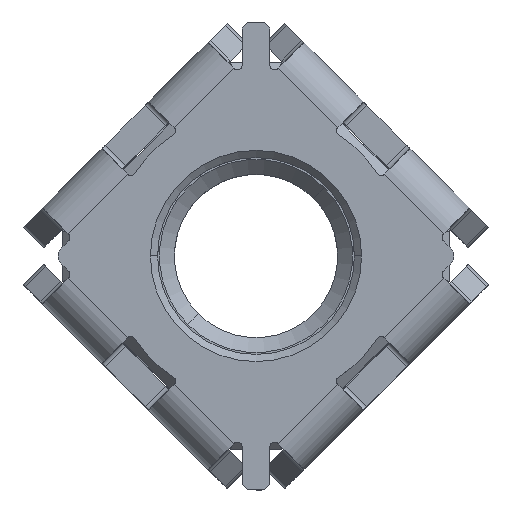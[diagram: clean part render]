
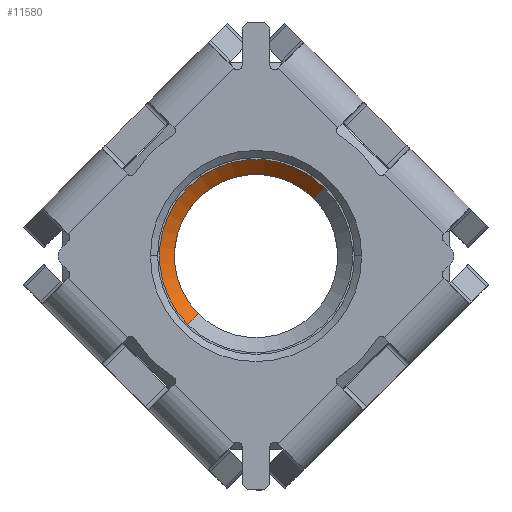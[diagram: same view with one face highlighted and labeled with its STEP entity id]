
A CAD part, top view. The second image highlights one B-rep face of the part: STEP entity #11580.
In plain terms, the highlighted conical face has half-angle 45 degrees and reference radius 3.4 mm.
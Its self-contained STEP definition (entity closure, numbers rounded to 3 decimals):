
#1301 = VERTEX_POINT ( 'NONE', #8800 ) ;
#2199 = AXIS2_PLACEMENT_3D ( 'NONE', #15233, #28702, #35667 ) ;
#3414 = DIRECTION ( 'NONE',  ( 0.707, 0.707, 0. ) ) ;
#4659 = CONICAL_SURFACE ( 'NONE', #31690, 3.4, 0.785 ) ;
#5242 = VERTEX_POINT ( 'NONE', #9598 ) ;
#5990 = CARTESIAN_POINT ( 'NONE',  ( 2.404, 2.404, -1.825 ) ) ;
#6463 = VERTEX_POINT ( 'NONE', #5990 ) ;
#8800 = CARTESIAN_POINT ( 'NONE',  ( 2.846, 2.846, -1.2 ) ) ;
#9153 = CARTESIAN_POINT ( 'NONE',  ( -2.846, -2.846, -1.2 ) ) ;
#9598 = CARTESIAN_POINT ( 'NONE',  ( -2.404, -2.404, -1.825 ) ) ;
#10201 = ORIENTED_EDGE ( 'NONE', *, *, #24894, .F. ) ;
#10613 = DIRECTION ( 'NONE',  ( -0.5, -0.5, 0.707 ) ) ;
#11580 = ADVANCED_FACE ( 'NONE', ( #32883 ), #4659, .F. ) ;
#11651 = CARTESIAN_POINT ( 'NONE',  ( 2.404, 2.404, -1.825 ) ) ;
#13427 = LINE ( 'NONE', #11651, #42157 ) ;
#15233 = CARTESIAN_POINT ( 'NONE',  ( 0., 0., -1.825 ) ) ;
#19080 = EDGE_CURVE ( 'NONE', #5242, #6463, #41539, .T. ) ;
#20546 = DIRECTION ( 'NONE',  ( 0., 0., 1. ) ) ;
#20978 = CARTESIAN_POINT ( 'NONE',  ( 0., 0., -1.825 ) ) ;
#21537 = ORIENTED_EDGE ( 'NONE', *, *, #19080, .T. ) ;
#21951 = EDGE_CURVE ( 'NONE', #5242, #29153, #38236, .T. ) ;
#22212 = ORIENTED_EDGE ( 'NONE', *, *, #26565, .T. ) ;
#24658 = CARTESIAN_POINT ( 'NONE',  ( -2.404, -2.404, -1.825 ) ) ;
#24894 = EDGE_CURVE ( 'NONE', #29153, #1301, #41342, .T. ) ;
#26565 = EDGE_CURVE ( 'NONE', #6463, #1301, #13427, .T. ) ;
#28702 = DIRECTION ( 'NONE',  ( 0., 0., -1. ) ) ;
#29080 = CARTESIAN_POINT ( 'NONE',  ( 0., 0., -1.2 ) ) ;
#29153 = VERTEX_POINT ( 'NONE', #9153 ) ;
#30948 = EDGE_LOOP ( 'NONE', ( #38156, #21537, #22212, #10201 ) ) ;
#31690 = AXIS2_PLACEMENT_3D ( 'NONE', #20978, #20546, #3414 ) ;
#32883 = FACE_OUTER_BOUND ( 'NONE', #30948, .T. ) ;
#33031 = DIRECTION ( 'NONE',  ( -0.707, -0.707, 0. ) ) ;
#35019 = VECTOR ( 'NONE', #10613, 1000. ) ;
#35575 = DIRECTION ( 'NONE',  ( 0.5, 0.5, 0.707 ) ) ;
#35667 = DIRECTION ( 'NONE',  ( -0.707, -0.707, 0. ) ) ;
#38156 = ORIENTED_EDGE ( 'NONE', *, *, #21951, .F. ) ;
#38236 = LINE ( 'NONE', #24658, #35019 ) ;
#39838 = DIRECTION ( 'NONE',  ( 0., 0., -1. ) ) ;
#41342 = CIRCLE ( 'NONE', #43429, 4.025 ) ;
#41539 = CIRCLE ( 'NONE', #2199, 3.4 ) ;
#42157 = VECTOR ( 'NONE', #35575, 1000. ) ;
#43429 = AXIS2_PLACEMENT_3D ( 'NONE', #29080, #39838, #33031 ) ;
